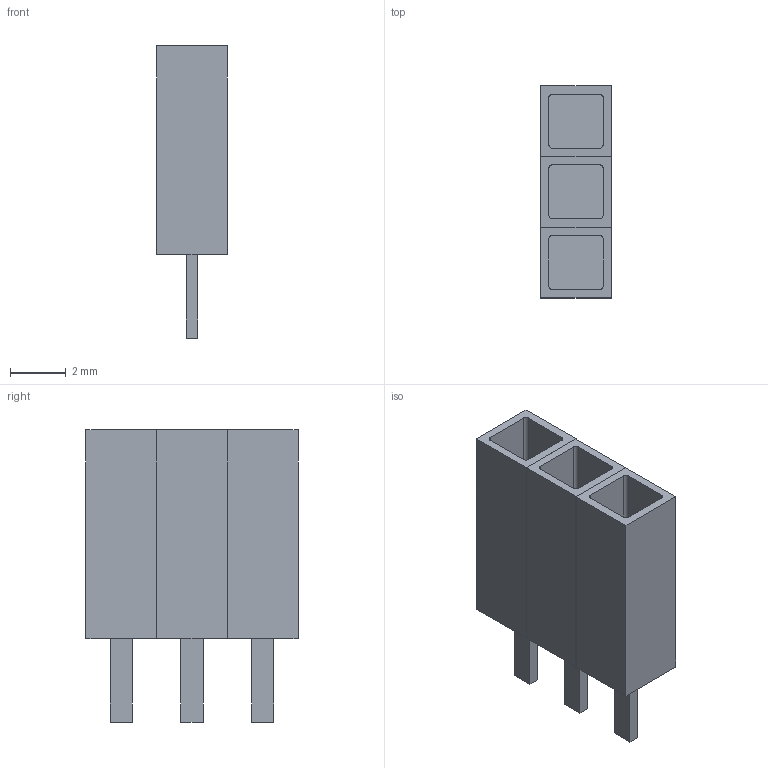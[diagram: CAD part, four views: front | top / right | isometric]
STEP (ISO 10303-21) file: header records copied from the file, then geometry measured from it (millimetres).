
FILE_DESCRIPTION(('Open CASCADE Model'),'2;1');
FILE_NAME('Open CASCADE Shape Model','2023-10-19T23:12:16',('Author'),( 'Open CASCADE'),'Open CASCADE STEP processor 7.7','Open CASCADE 7.7' ,'Unknown');
FILE_SCHEMA(('AUTOMOTIVE_DESIGN { 1 0 10303 214 1 1 1 1 }'));
Length unit declared in the file: millimetre
Products named in the file (9): Pin Socket 2.54mm 1x03 â1.0mm; insulator-1; insulator-1_part; lead-1; lead-1_part; insulator-2; lead-2; insulator-3; lead-3
Assembly tree (12 placements, depth 3):
  Pin Socket 2.54mm 1x03 â1.0mm
    insulator-1
      insulator-1_part
    lead-1
      lead-1_part
    insulator-2
      insulator-1_part
    lead-2
      lead-1_part
    insulator-3
      insulator-1_part
    lead-3
      lead-1_part
Bounding box: 2.54 x 7.62 x 10.5 mm (x, y, z)
Volume: 97.1 mm3; surface area: 393.1 mm2
Topology: 6 solids, 6 shells, 63 faces, 144 edges, 96 vertices
Faces by surface type: plane 51, cylinder 12
Entity records: 792 total; most frequent: DIRECTION 124, CARTESIAN_POINT 114, ORIENTED_EDGE 96, EDGE_CURVE 48, AXIS2_PLACEMENT_3D 42, LINE 40, VECTOR 40, VERTEX_POINT 32
